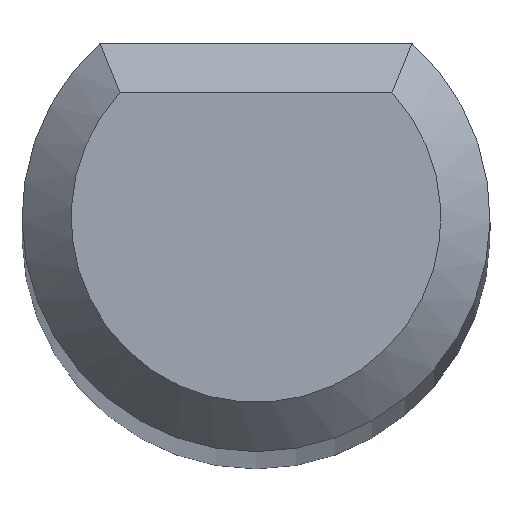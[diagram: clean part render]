
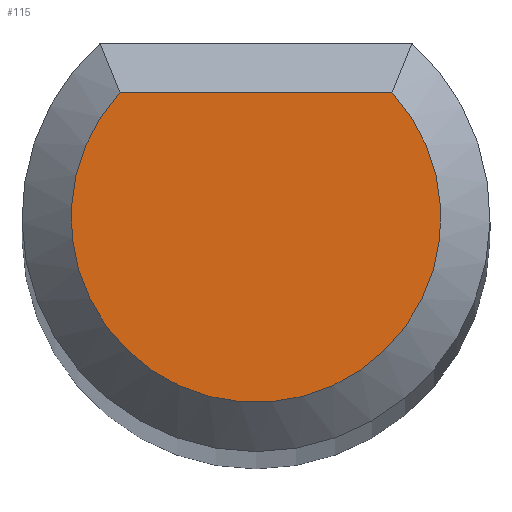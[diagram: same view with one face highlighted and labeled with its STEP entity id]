
A CAD part, top view. The second image highlights one B-rep face of the part: STEP entity #115.
In plain terms, the highlighted planar face has unit normal (0, 0, 1).
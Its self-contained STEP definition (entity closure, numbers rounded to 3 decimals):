
#19=CIRCLE('',#146,1.881);
#28=FACE_OUTER_BOUND('',#36,.T.);
#36=EDGE_LOOP('',(#98,#99));
#47=LINE('',#210,#53);
#53=VECTOR('',#170,10.);
#60=VERTEX_POINT('',#208);
#61=VERTEX_POINT('',#209);
#71=EDGE_CURVE('',#60,#61,#47,.T.);
#75=EDGE_CURVE('',#61,#60,#19,.T.);
#98=ORIENTED_EDGE('',*,*,#71,.F.);
#99=ORIENTED_EDGE('',*,*,#75,.F.);
#108=PLANE('',#147);
#115=ADVANCED_FACE('',(#28),#108,.T.);
#146=AXIS2_PLACEMENT_3D('',#221,#175,#176);
#147=AXIS2_PLACEMENT_3D('',#222,#177,#178);
#170=DIRECTION('',(1.,0.,0.));
#175=DIRECTION('center_axis',(0.,0.,-1.));
#176=DIRECTION('ref_axis',(0.667,-0.745,0.));
#177=DIRECTION('center_axis',(0.,0.,1.));
#178=DIRECTION('ref_axis',(1.,0.,0.));
#208=CARTESIAN_POINT('',(-1.383,1.275,50.8));
#209=CARTESIAN_POINT('',(1.383,1.275,50.8));
#210=CARTESIAN_POINT('',(0.794,1.275,50.8));
#221=CARTESIAN_POINT('Origin',(0.,0.,50.8));
#222=CARTESIAN_POINT('Origin',(0.,-0.003,
50.8));
